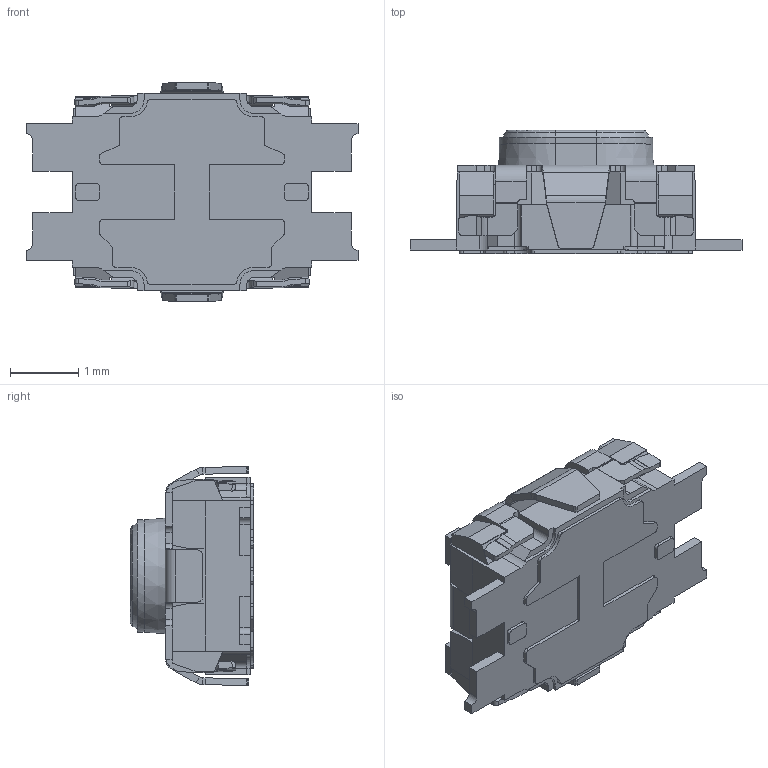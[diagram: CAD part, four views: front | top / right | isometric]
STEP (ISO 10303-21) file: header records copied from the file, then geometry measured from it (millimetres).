
FILE_DESCRIPTION (( 'STEP AP214' ), '1' );
FILE_NAME ('SKTHAHE010.STEP', '2025-05-15T11:14:23', ( '' ), ( '' ), 'SwSTEP 2.0', 'SolidWorks 2024', '' );
FILE_SCHEMA (( 'AUTOMOTIVE_DESIGN' ));
Length unit declared in the file: millimetre
Products named in the file (1): SKTHAHE010
Bounding box: 4.85 x 1.8 x 3.2 mm (x, y, z)
Volume: 12.9 mm3; surface area: 58.4 mm2
Topology: 1 solids, 1 shells, 547 faces, 1562 edges, 1010 vertices
Faces by surface type: plane 343, cylinder 161, bspline 32, cone 8, torus 3
Entity records: 24447 total; most frequent: CARTESIAN_POINT 4919, ORIENTED_EDGE 3124, DIRECTION 2335, EDGE_CURVE 1562, VECTOR 1091, LINE 1091, VERTEX_POINT 1010, AXIS2_PLACEMENT_3D 622
